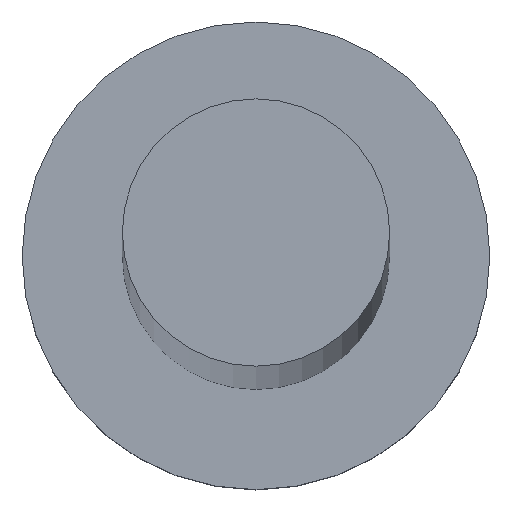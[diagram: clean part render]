
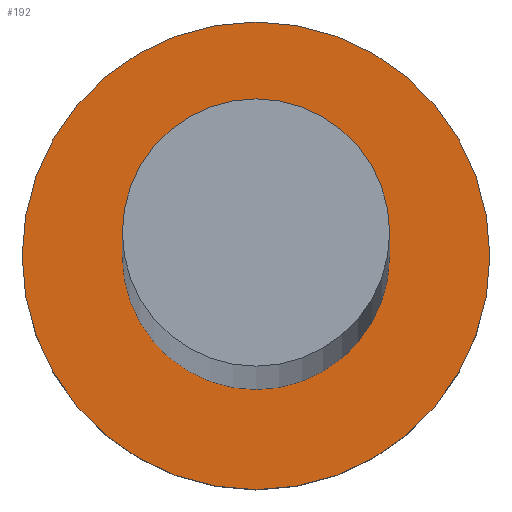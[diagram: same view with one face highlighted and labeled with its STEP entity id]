
A CAD part, top view. The second image highlights one B-rep face of the part: STEP entity #192.
In plain terms, the highlighted planar face has unit normal (0, 0, 1).
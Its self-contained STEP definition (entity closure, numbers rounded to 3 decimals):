
#2 = EDGE_LOOP ( 'NONE', ( #61, #16 ) ) ;
#8 = CARTESIAN_POINT ( 'NONE',  ( 0., 0., 5. ) ) ;
#9 = CARTESIAN_POINT ( 'NONE',  ( 0., 0., 5. ) ) ;
#13 = DIRECTION ( 'NONE',  ( 0., 0., 1. ) ) ;
#16 = ORIENTED_EDGE ( 'NONE', *, *, #142, .T. ) ;
#21 = EDGE_CURVE ( 'NONE', #46, #144, #254, .T. ) ;
#30 = PLANE ( 'NONE',  #220 ) ;
#45 = EDGE_CURVE ( 'NONE', #144, #46, #57, .T. ) ;
#46 = VERTEX_POINT ( 'NONE', #250 ) ;
#53 = DIRECTION ( 'NONE',  ( 0., 0., 1. ) ) ;
#57 = CIRCLE ( 'NONE', #136, 4. ) ;
#58 = DIRECTION ( 'NONE',  ( 0., 0., 1. ) ) ;
#61 = ORIENTED_EDGE ( 'NONE', *, *, #117, .T. ) ;
#65 = AXIS2_PLACEMENT_3D ( 'NONE', #9, #150, #205 ) ;
#72 = CARTESIAN_POINT ( 'NONE',  ( -4., 0., 5. ) ) ;
#74 = VERTEX_POINT ( 'NONE', #184 ) ;
#82 = CIRCLE ( 'NONE', #112, 7. ) ;
#91 = EDGE_LOOP ( 'NONE', ( #155, #237 ) ) ;
#103 = DIRECTION ( 'NONE',  ( 1., 0., 0. ) ) ;
#112 = AXIS2_PLACEMENT_3D ( 'NONE', #152, #53, #188 ) ;
#114 = CARTESIAN_POINT ( 'NONE',  ( 0., 0., 5. ) ) ;
#117 = EDGE_CURVE ( 'NONE', #197, #74, #216, .T. ) ;
#129 = FACE_OUTER_BOUND ( 'NONE', #2, .T. ) ;
#136 = AXIS2_PLACEMENT_3D ( 'NONE', #114, #58, #222 ) ;
#138 = CARTESIAN_POINT ( 'NONE',  ( 0., 0., 5. ) ) ;
#142 = EDGE_CURVE ( 'NONE', #74, #197, #82, .T. ) ;
#144 = VERTEX_POINT ( 'NONE', #72 ) ;
#147 = FACE_BOUND ( 'NONE', #91, .T. ) ;
#150 = DIRECTION ( 'NONE',  ( 0., 0., 1. ) ) ;
#152 = CARTESIAN_POINT ( 'NONE',  ( 0., 0., 5. ) ) ;
#155 = ORIENTED_EDGE ( 'NONE', *, *, #45, .F. ) ;
#156 = AXIS2_PLACEMENT_3D ( 'NONE', #138, #207, #167 ) ;
#162 = CARTESIAN_POINT ( 'NONE',  ( -7., 0., 5. ) ) ;
#167 = DIRECTION ( 'NONE',  ( 1., 0., 0. ) ) ;
#184 = CARTESIAN_POINT ( 'NONE',  ( 7., 0., 5. ) ) ;
#188 = DIRECTION ( 'NONE',  ( 1., 0., 0. ) ) ;
#192 = ADVANCED_FACE ( 'NONE', ( #147, #129 ), #30, .T. ) ;
#197 = VERTEX_POINT ( 'NONE', #162 ) ;
#205 = DIRECTION ( 'NONE',  ( 1., 0., 0. ) ) ;
#207 = DIRECTION ( 'NONE',  ( 0., 0., 1. ) ) ;
#216 = CIRCLE ( 'NONE', #156, 7. ) ;
#220 = AXIS2_PLACEMENT_3D ( 'NONE', #8, #13, #103 ) ;
#222 = DIRECTION ( 'NONE',  ( 1., 0., 0. ) ) ;
#237 = ORIENTED_EDGE ( 'NONE', *, *, #21, .F. ) ;
#250 = CARTESIAN_POINT ( 'NONE',  ( 4., 0., 5. ) ) ;
#254 = CIRCLE ( 'NONE', #65, 4. ) ;
